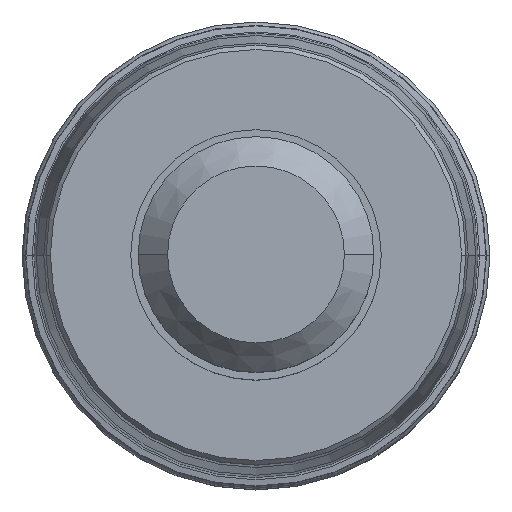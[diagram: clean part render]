
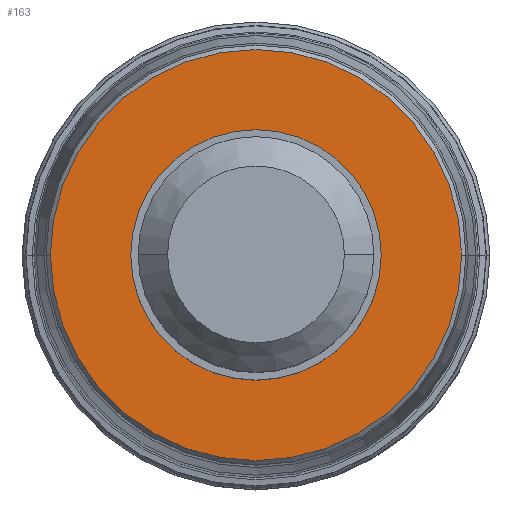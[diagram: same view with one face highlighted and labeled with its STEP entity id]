
A CAD part, top view. The second image highlights one B-rep face of the part: STEP entity #163.
In plain terms, the highlighted planar face has unit normal (0, 0, 1).
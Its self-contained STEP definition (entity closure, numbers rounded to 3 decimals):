
#28=PLANE('',#1442);
#33=FACE_BOUND('',#330,.T.);
#34=FACE_BOUND('',#331,.T.);
#163=ADVANCED_FACE('',(#33,#34),#28,.F.);
#330=EDGE_LOOP('',(#536,#537,#538,#539));
#331=EDGE_LOOP('',(#540,#541));
#536=ORIENTED_EDGE('',*,*,#906,.F.);
#537=ORIENTED_EDGE('',*,*,#907,.F.);
#538=ORIENTED_EDGE('',*,*,#905,.F.);
#539=ORIENTED_EDGE('',*,*,#904,.F.);
#540=ORIENTED_EDGE('',*,*,#908,.F.);
#541=ORIENTED_EDGE('',*,*,#909,.F.);
#764=VERTEX_POINT('',#3224);
#765=VERTEX_POINT('',#3226);
#766=VERTEX_POINT('',#3228);
#767=VERTEX_POINT('',#3232);
#768=VERTEX_POINT('',#3235);
#769=VERTEX_POINT('',#3236);
#904=EDGE_CURVE('',#765,#766,#1093,.T.);
#905=EDGE_CURVE('',#766,#764,#1094,.T.);
#906=EDGE_CURVE('',#767,#765,#1095,.T.);
#907=EDGE_CURVE('',#764,#767,#1096,.T.);
#908=EDGE_CURVE('',#768,#769,#1097,.T.);
#909=EDGE_CURVE('',#769,#768,#1098,.T.);
#1093=CIRCLE('',#1435,13.95);
#1094=CIRCLE('',#1436,13.95);
#1095=CIRCLE('',#1438,13.95);
#1096=CIRCLE('',#1439,13.95);
#1097=CIRCLE('',#1440,8.5);
#1098=CIRCLE('',#1441,8.5);
#1435=AXIS2_PLACEMENT_3D('',#3227,#1753,#1754);
#1436=AXIS2_PLACEMENT_3D('',#3229,#1755,#1756);
#1438=AXIS2_PLACEMENT_3D('',#3231,#1759,#1760);
#1439=AXIS2_PLACEMENT_3D('',#3233,#1761,#1762);
#1440=AXIS2_PLACEMENT_3D('',#3234,#1763,#1764);
#1441=AXIS2_PLACEMENT_3D('',#3237,#1765,#1766);
#1442=AXIS2_PLACEMENT_3D('',#3238,#1767,#1768);
#1753=DIRECTION('',(0.,0.,-1.));
#1754=DIRECTION('',(1.,0.,0.));
#1755=DIRECTION('',(0.,0.,-1.));
#1756=DIRECTION('',(0.,-1.,0.));
#1759=DIRECTION('',(0.,0.,-1.));
#1760=DIRECTION('',(0.,1.,0.));
#1761=DIRECTION('',(0.,0.,-1.));
#1762=DIRECTION('',(-1.,0.,0.));
#1763=DIRECTION('',(0.,0.,1.));
#1764=DIRECTION('',(1.,0.,0.));
#1765=DIRECTION('',(0.,0.,1.));
#1766=DIRECTION('',(-1.,0.,0.));
#1767=DIRECTION('',(0.,0.,-1.));
#1768=DIRECTION('',(-1.,0.,0.));
#3224=CARTESIAN_POINT('',(-13.95,0.,0.));
#3226=CARTESIAN_POINT('',(13.95,0.,0.));
#3227=CARTESIAN_POINT('',(0.,0.,0.));
#3228=CARTESIAN_POINT('',(0.,-13.95,0.));
#3229=CARTESIAN_POINT('',(0.,0.,0.));
#3231=CARTESIAN_POINT('',(0.,0.,0.));
#3232=CARTESIAN_POINT('',(0.,13.95,0.));
#3233=CARTESIAN_POINT('',(0.,0.,0.));
#3234=CARTESIAN_POINT('',(0.,0.,0.));
#3235=CARTESIAN_POINT('',(8.5,0.,0.));
#3236=CARTESIAN_POINT('',(-8.5,0.,0.));
#3237=CARTESIAN_POINT('',(0.,0.,0.));
#3238=CARTESIAN_POINT('',(0.,0.,0.));
